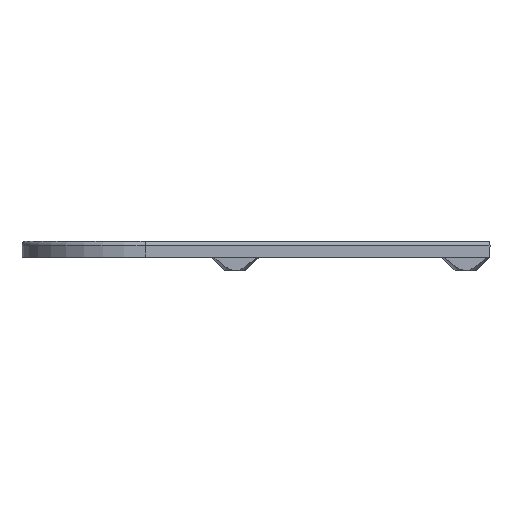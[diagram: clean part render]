
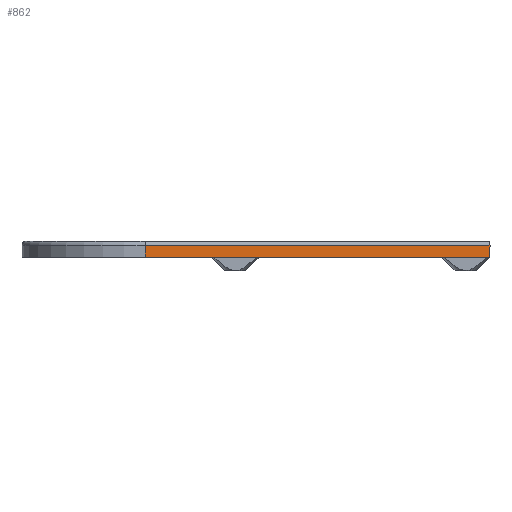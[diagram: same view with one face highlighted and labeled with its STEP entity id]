
A CAD part, front view. The second image highlights one B-rep face of the part: STEP entity #862.
In plain terms, the highlighted planar face has unit normal (0, -1, 0).
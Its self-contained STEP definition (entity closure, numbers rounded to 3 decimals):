
#40 = ORIENTED_EDGE ( 'NONE', *, *, #343, .F. ) ;
#67 = CARTESIAN_POINT ( 'NONE',  ( -67.5, -77.5, 83.8 ) ) ;
#92 = VERTEX_POINT ( 'NONE', #728 ) ;
#291 = DIRECTION ( 'NONE',  ( 0., 0., -1. ) ) ;
#303 = EDGE_CURVE ( 'NONE', #92, #2376, #1420, .T. ) ;
#343 = EDGE_CURVE ( 'NONE', #1820, #1216, #861, .T. ) ;
#475 = EDGE_LOOP ( 'NONE', ( #40, #3397, #1395, #1336 ) ) ;
#559 = DIRECTION ( 'NONE',  ( 0., 0., -1. ) ) ;
#639 = LINE ( 'NONE', #2498, #687 ) ;
#658 = CARTESIAN_POINT ( 'NONE',  ( 62.712, -77.5, 77.8 ) ) ;
#687 = VECTOR ( 'NONE', #1401, 1000. ) ;
#719 = CARTESIAN_POINT ( 'NONE',  ( 62.712, -77.5, 82.3 ) ) ;
#728 = CARTESIAN_POINT ( 'NONE',  ( -67.5, -77.5, 82.3 ) ) ;
#861 = LINE ( 'NONE', #1120, #1341 ) ;
#862 = ADVANCED_FACE ( 'NONE', ( #2891 ), #1321, .F. ) ;
#973 = CARTESIAN_POINT ( 'NONE',  ( -67.5, -77.5, 77.8 ) ) ;
#1053 = EDGE_CURVE ( 'NONE', #1820, #92, #639, .T. ) ;
#1120 = CARTESIAN_POINT ( 'NONE',  ( 62.712, -77.5, 83.8 ) ) ;
#1216 = VERTEX_POINT ( 'NONE', #658 ) ;
#1321 = PLANE ( 'NONE',  #3156 ) ;
#1336 = ORIENTED_EDGE ( 'NONE', *, *, #3209, .T. ) ;
#1341 = VECTOR ( 'NONE', #559, 1000. ) ;
#1395 = ORIENTED_EDGE ( 'NONE', *, *, #303, .T. ) ;
#1401 = DIRECTION ( 'NONE',  ( -1., 0., 0. ) ) ;
#1420 = LINE ( 'NONE', #67, #2524 ) ;
#1549 = DIRECTION ( 'NONE',  ( -1., 0., 0. ) ) ;
#1799 = LINE ( 'NONE', #973, #2947 ) ;
#1820 = VERTEX_POINT ( 'NONE', #719 ) ;
#1868 = CARTESIAN_POINT ( 'NONE',  ( -67.5, -77.5, 83.8 ) ) ;
#2358 = DIRECTION ( 'NONE',  ( 0., 1., 0. ) ) ;
#2376 = VERTEX_POINT ( 'NONE', #2495 ) ;
#2495 = CARTESIAN_POINT ( 'NONE',  ( -67.5, -77.5, 77.8 ) ) ;
#2498 = CARTESIAN_POINT ( 'NONE',  ( -67.5, -77.5, 82.3 ) ) ;
#2524 = VECTOR ( 'NONE', #291, 1000. ) ;
#2891 = FACE_OUTER_BOUND ( 'NONE', #475, .T. ) ;
#2947 = VECTOR ( 'NONE', #3333, 1000. ) ;
#3156 = AXIS2_PLACEMENT_3D ( 'NONE', #1868, #2358, #1549 ) ;
#3209 = EDGE_CURVE ( 'NONE', #2376, #1216, #1799, .T. ) ;
#3333 = DIRECTION ( 'NONE',  ( 1., 0., 0. ) ) ;
#3397 = ORIENTED_EDGE ( 'NONE', *, *, #1053, .T. ) ;
